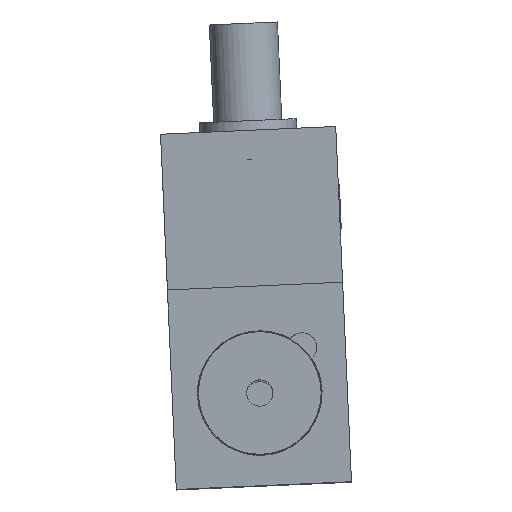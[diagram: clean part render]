
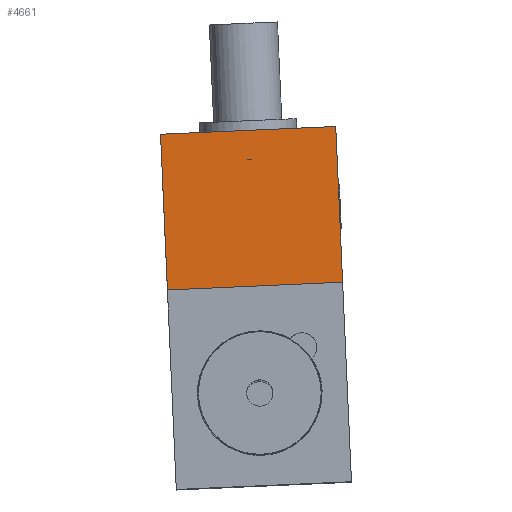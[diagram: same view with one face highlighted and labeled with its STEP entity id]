
A CAD part, top view. The second image highlights one B-rep face of the part: STEP entity #4661.
In plain terms, the highlighted planar face has unit normal (0, 0, 1).
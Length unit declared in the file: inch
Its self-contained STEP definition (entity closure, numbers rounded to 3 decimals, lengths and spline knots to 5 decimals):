
#4585 = DIRECTION ( 'NONE',  ( -0.044, 0.999, 0. ) ) ;
#4586 = VECTOR ( 'NONE', #4585, 39.37008 ) ;
#4587 = CARTESIAN_POINT ( 'NONE',  ( -1.54128, -0.98826, 1.40149 ) ) ;
#4588 = LINE ( 'NONE', #4587, #4586 ) ;
#4661 = ADVANCED_FACE ( 'NONE', ( #6631 ), #6612, .T. ) ;
#4662 = EDGE_CURVE ( 'NONE', #4755, #4753, #6656, .T. ) ;
#4731 = EDGE_LOOP ( 'NONE', ( #4732, #4735, #4736, #9196 ) ) ;
#4732 = ORIENTED_EDGE ( 'NONE', *, *, #4733, .F. ) ;
#4733 = EDGE_CURVE ( 'NONE', #4753, #4734, #6931, .T. ) ;
#4734 = VERTEX_POINT ( 'NONE', #6913 ) ;
#4735 = ORIENTED_EDGE ( 'NONE', *, *, #4662, .F. ) ;
#4736 = ORIENTED_EDGE ( 'NONE', *, *, #4737, .T. ) ;
#4737 = EDGE_CURVE ( 'NONE', #4755, #4738, #6912, .T. ) ;
#4738 = VERTEX_POINT ( 'NONE', #6908 ) ;
#4753 = VERTEX_POINT ( 'NONE', #6987 ) ;
#4755 = VERTEX_POINT ( 'NONE', #6986 ) ;
#6611 = AXIS2_PLACEMENT_3D ( 'NONE', #6660, #6659, #6658 ) ;
#6612 = PLANE ( 'NONE',  #6611 ) ;
#6631 = FACE_OUTER_BOUND ( 'NONE', #4731, .T. ) ;
#6653 = DIRECTION ( 'NONE',  ( -0.044, 0.999, 0. ) ) ;
#6654 = VECTOR ( 'NONE', #6653, 39.37008 ) ;
#6655 = CARTESIAN_POINT ( 'NONE',  ( -2.24925, -1.01958, 1.40149 ) ) ;
#6656 = LINE ( 'NONE', #6655, #6654 ) ;
#6658 = DIRECTION ( 'NONE',  ( 0.999, 0.044, 0. ) ) ;
#6659 = DIRECTION ( 'NONE',  ( 0., 0., 1. ) ) ;
#6660 = CARTESIAN_POINT ( 'NONE',  ( -2.24925, -1.01958, 1.40149 ) ) ;
#6908 = CARTESIAN_POINT ( 'NONE',  ( -1.54128, -0.98826, 1.40149 ) ) ;
#6909 = DIRECTION ( 'NONE',  ( 0.999, 0.044, 0. ) ) ;
#6910 = VECTOR ( 'NONE', #6909, 39.37008 ) ;
#6911 = CARTESIAN_POINT ( 'NONE',  ( -2.24925, -1.01958, 1.40149 ) ) ;
#6912 = LINE ( 'NONE', #6911, #6910 ) ;
#6913 = CARTESIAN_POINT ( 'NONE',  ( -1.56912, -0.35895, 1.40149 ) ) ;
#6928 = DIRECTION ( 'NONE',  ( 0.999, 0.044, 0. ) ) ;
#6929 = VECTOR ( 'NONE', #6928, 39.37008 ) ;
#6930 = CARTESIAN_POINT ( 'NONE',  ( -2.27709, -0.39028, 1.40149 ) ) ;
#6931 = LINE ( 'NONE', #6930, #6929 ) ;
#6986 = CARTESIAN_POINT ( 'NONE',  ( -2.24925, -1.01958, 1.40149 ) ) ;
#6987 = CARTESIAN_POINT ( 'NONE',  ( -2.27709, -0.39028, 1.40149 ) ) ;
#9195 = EDGE_CURVE ( 'NONE', #4738, #4734, #4588, .T. ) ;
#9196 = ORIENTED_EDGE ( 'NONE', *, *, #9195, .T. ) ;
